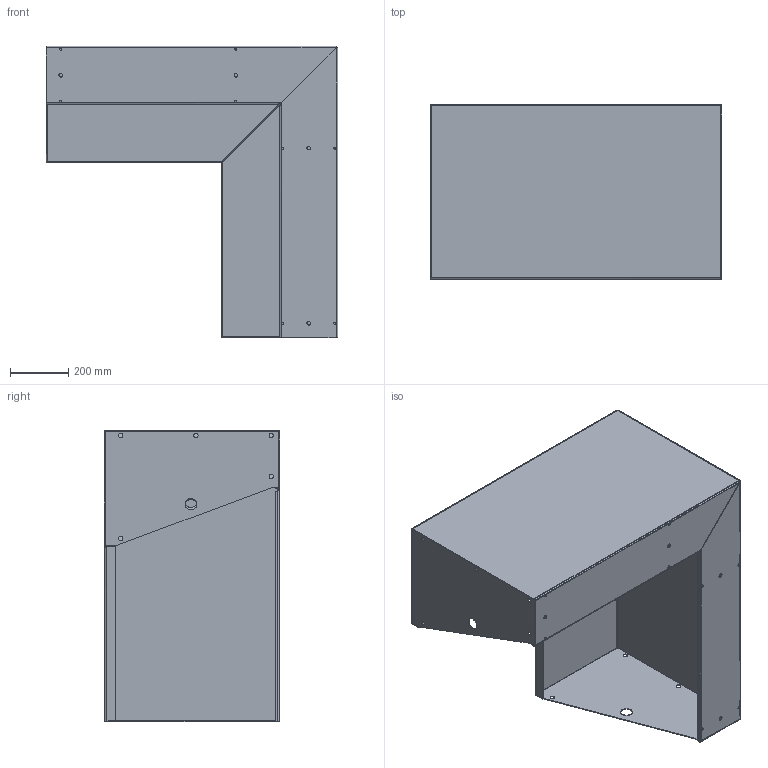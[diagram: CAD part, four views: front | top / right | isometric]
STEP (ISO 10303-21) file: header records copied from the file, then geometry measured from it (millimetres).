
FILE_DESCRIPTION (( 'STEP AP203' ), '1' );
FILE_NAME ('CRSO3_600_1000_400_Wide.STEP', '2020-05-01T07:15:06', ( '' ), ( '' ), 'SwSTEP 2.0', 'SolidWorks 2019', '' );
FILE_SCHEMA (( 'CONFIG_CONTROL_DESIGN' ));
Length unit declared in the file: millimetre
Products named in the file (5): CRSO3_600_1000_400_Wide; CRSO3_600_1000_400_wall1_Wide; CR3_600_400 Con Wide; CR3_600_400 Con Wide Corner; CRSO3_600_1000_400_wall2_Wide
Assembly tree (5 placements, depth 2):
  CRSO3_600_1000_400_Wide
    CRSO3_600_1000_400_wall1_Wide
    CRSO3_600_1000_400_wall2_Wide
    CR3_600_400 Con Wide Corner
    CR3_600_400 Con Wide  x2
Bounding box: 1000 x 600 x 1000 mm (x, y, z)
Volume: 8449398.8 mm3; surface area: 5678155.2 mm2
Topology: 5 solids, 5 shells, 166 faces, 412 edges, 248 vertices
Faces by surface type: plane 92, cylinder 66, bspline 8
Entity records: 4939 total; most frequent: CARTESIAN_POINT 1020, DIRECTION 706, ORIENTED_EDGE 692, EDGE_CURVE 346, VECTOR 238, LINE 238, AXIS2_PLACEMENT_3D 234, VERTEX_POINT 204
